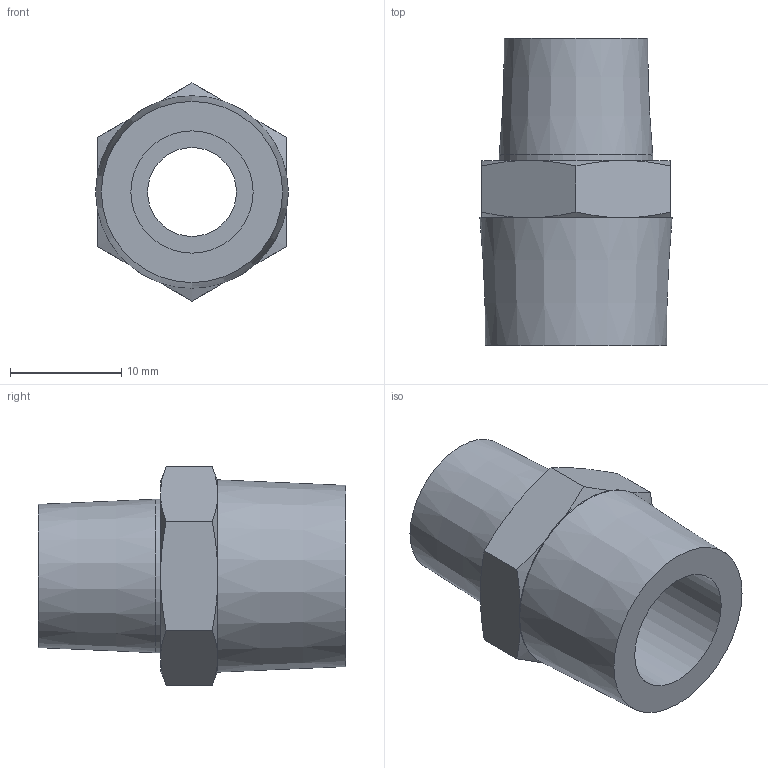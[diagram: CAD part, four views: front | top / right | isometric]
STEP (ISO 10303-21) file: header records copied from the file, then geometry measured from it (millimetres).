
FILE_DESCRIPTION(/* description */ ('Unknown'),/* implementation_level */ '2;1');
FILE_NAME(/* name */ 'A2.1;4.3;8',/* time_stamp */ '2019-06-10T16:02:31-04:00',/* author */ ('Unknown'),/* organization */ ('Unknown'),/* preprocessor_version */ 'ST-DEVELOPER v16.7',/* originating_system */ 'DEX',/* authorisation */ $);
FILE_SCHEMA (('AUTOMOTIVE_DESIGN {1 0 10303 214 3 1 1}'));
Length unit declared in the file: millimetre
Products named in the file (1): A2.1;4.3;8
Bounding box: 17.3 x 27.65 x 19.63 mm (x, y, z)
Volume: 3358 mm3; surface area: 2543.8 mm2
Topology: 1 solids, 1 shells, 34 faces, 71 edges, 41 vertices
Faces by surface type: cone 20, plane 10, cylinder 4
Full cylindrical faces by diameter (mm): 8 x1, 11 x1, 13.8 x1, 17.3 x1
Entity records: 1138 total; most frequent: CARTESIAN_POINT 227, DIRECTION 130, ORIENTED_EDGE 126, EDGE_CURVE 63, AXIS2_PLACEMENT_3D 62, EDGE_LOOP 44, FACE_BOUND 44, VERTEX_POINT 39
